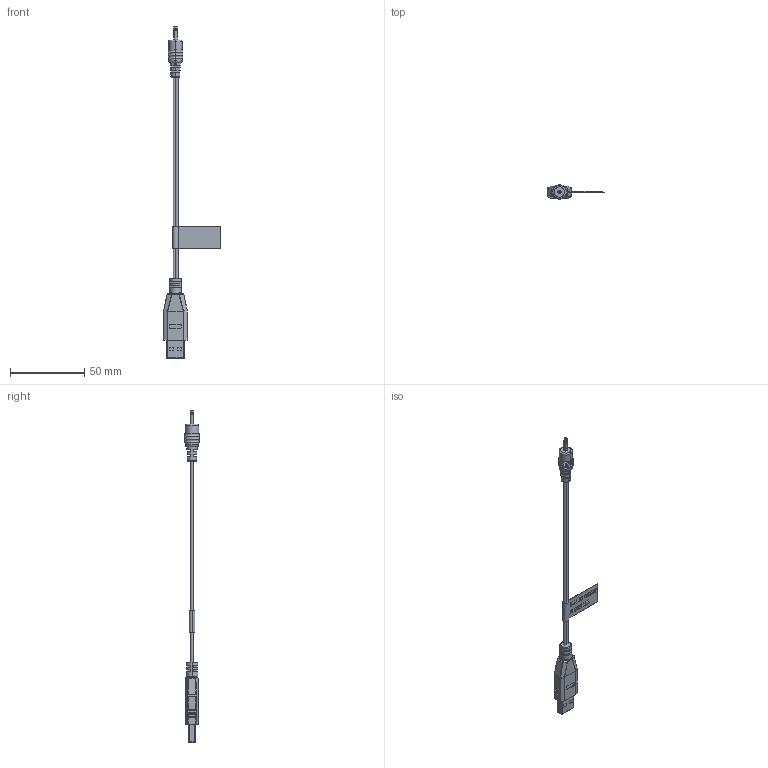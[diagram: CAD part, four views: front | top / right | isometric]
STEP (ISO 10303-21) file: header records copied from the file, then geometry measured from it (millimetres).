
FILE_DESCRIPTION (( 'STEP AP214' ), '1' );
FILE_NAME ('10-00256_revA3.STEP', '2016-03-31T22:38:41', ( 'Joel' ), ( 'Microsoft' ), 'SwSTEP 2.0', 'SolidWorks 2015', '' );
FILE_SCHEMA (( 'AUTOMOTIVE_DESIGN' ));
Length unit declared in the file: millimetre
Products named in the file (13): Label 256; 50-00030; 50-00030 shell; 50-00030 pin; 50-00030 insulator; 50-00030 block; 50-00425; 50-00425 shell; 50-00425 insulator; 24-00047; 24-00023; 30-00008_wbc; 10-00256_revA3
Assembly tree (12 placements, depth 3):
  10-00256_revA3
    30-00008_wbc
    24-00023
    24-00047
    50-00425
      50-00425 insulator
      50-00425 shell
    50-00030
      50-00030 block
      50-00030 insulator
      50-00030 pin
      50-00030 shell
    Label 256
Bounding box: 38.65 x 10 x 224.3 mm (x, y, z)
Volume: 7493.6 mm3; surface area: 12621 mm2
Topology: 59 solids, 59 shells, 1132 faces, 2721 edges, 1734 vertices
Faces by surface type: plane 568, cylinder 273, bspline 203, cone 49, torus 35, sphere 4
Entity records: 47656 total; most frequent: CARTESIAN_POINT 15547, ORIENTED_EDGE 5418, DIRECTION 4630, EDGE_CURVE 2709, VERTEX_POINT 1734, AXIS2_PLACEMENT_3D 1580, LINE 1470, VECTOR 1470
